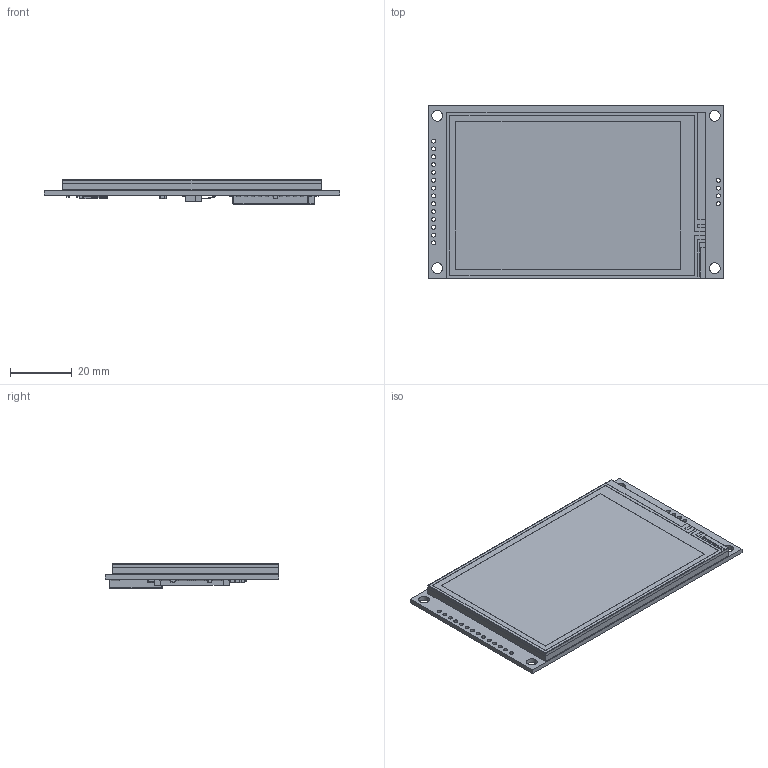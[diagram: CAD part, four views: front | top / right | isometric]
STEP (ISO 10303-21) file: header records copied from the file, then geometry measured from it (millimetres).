
FILE_DESCRIPTION(('FreeCAD Model'),'2;1');
FILE_NAME('Open CASCADE Shape Model','2022-08-01T23:20:01',(''),(''), 'Open CASCADE STEP processor 7.6','FreeCAD','Unknown');
FILE_SCHEMA(('AUTOMOTIVE_DESIGN { 1 0 10303 214 1 1 1 1 }'));
Length unit declared in the file: millimetre
Products named in the file (128): Product1; PCB; resistor2; SOLID; SOLID001; SOLID002; J3Y; SOLID003; SOLID004; SOLID005; SOLID006; LCD; SOLID025; SOLID026; SOLID027; SOLID028; SOLID029; ceramic2; SOLID030; SOLID031; SOLID032; XPT204; SOLID033; SOLID034; SOLID035; SOLID036; SOLID037; SOLID038; SOLID039; SOLID040; SOLID041; SOLID042; SOLID043; SOLID044; SOLID045; SOLID046; SOLID047; SOLID048; SOLID049; ceramic2001 ...
Assembly tree (145 placements, depth 3):
  Product1
    PCB
    resistor2
      SOLID
      SOLID001
      SOLID002
    J3Y
      SOLID003
      SOLID004
      SOLID005
      SOLID006
    LCD
      SOLID025
      SOLID026
      SOLID027
      SOLID028
      SOLID029
    ceramic2
      SOLID030
      SOLID031
      SOLID032
    XPT204
      SOLID033
      SOLID034
      SOLID035
      SOLID036
      SOLID037
      SOLID038
      SOLID039
      SOLID040
      SOLID041
      SOLID042
      SOLID043
      SOLID044
      SOLID045
      SOLID046
      SOLID047
      SOLID048
      SOLID049
    ceramic2001
      SOLID030
      SOLID031
      SOLID032
    resistor2001
      SOLID
      SOLID001
      SOLID002
    resistor2002
      SOLID
      SOLID001
      SOLID002
    resistor2003
      SOLID
      SOLID001
      SOLID002
    ceramic2002
      SOLID030
      SOLID031
      SOLID032
    ceramic2003
Bounding box: 96 x 56.34 x 8.1 mm (x, y, z)
Volume: 23390.1 mm3; surface area: 42831.6 mm2
Topology: 132 solids, 132 shells, 1608 faces, 3968 edges, 2617 vertices
Faces by surface type: plane 1219, cylinder 259, extrusion 94, bspline 32, sphere 3, torus 1
Entity records: 45736 total; most frequent: CARTESIAN_POINT 8793, ORIENTED_EDGE 6838, DIRECTION 6654, EDGE_CURVE 3419, VECTOR 2866, LINE 2796, VERTEX_POINT 2269, AXIS2_PLACEMENT_3D 1894
